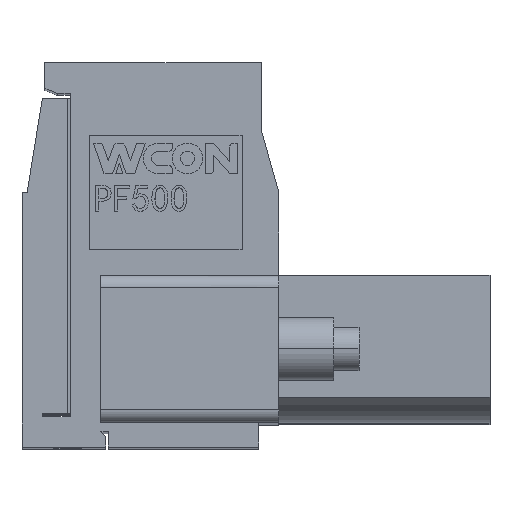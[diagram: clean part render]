
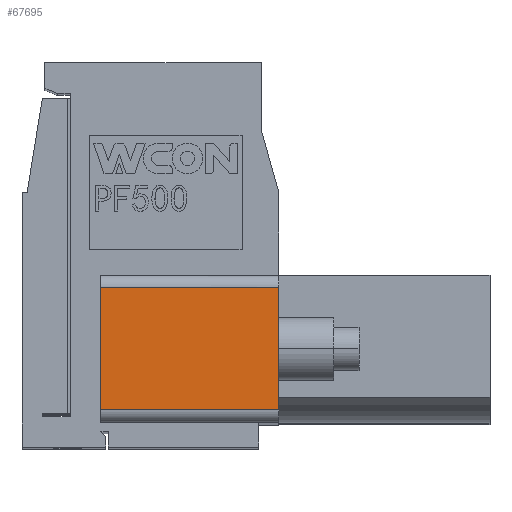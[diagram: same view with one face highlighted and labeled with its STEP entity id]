
A CAD part, top view. The second image highlights one B-rep face of the part: STEP entity #67695.
In plain terms, the highlighted planar face has unit normal (0, 0, 1).
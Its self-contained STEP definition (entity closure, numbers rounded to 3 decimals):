
#66897=CARTESIAN_POINT('',(4.681,-0.473,16.416));
#66898=VERTEX_POINT('',#66897);
#66899=CARTESIAN_POINT('',(4.681,-5.012,16.416));
#66900=VERTEX_POINT('',#66899);
#66901=CARTESIAN_POINT('',(4.681,-0.473,16.416));
#66902=CARTESIAN_POINT('',(4.681,-1.381,16.416));
#66903=CARTESIAN_POINT('',(4.681,-2.288,16.416));
#66904=CARTESIAN_POINT('',(4.681,-3.196,16.416));
#66905=CARTESIAN_POINT('',(4.681,-4.104,16.416));
#66906=CARTESIAN_POINT('',(4.681,-5.012,16.416));
#66907=B_SPLINE_CURVE_WITH_KNOTS('',5,(#66901,#66902,#66903,#66904,#66905,#66906),.UNSPECIFIED.,.F.,.U.,(6,6),(0.,4.8),.UNSPECIFIED.);
#66908=EDGE_CURVE('',#66898,#66900,#66907,.T.);
#67269=CARTESIAN_POINT('',(-1.939,-5.012,16.416));
#67270=VERTEX_POINT('',#67269);
#67271=CARTESIAN_POINT('',(4.681,-5.012,16.416));
#67272=CARTESIAN_POINT('',(3.357,-5.012,16.416));
#67273=CARTESIAN_POINT('',(2.033,-5.012,16.416));
#67274=CARTESIAN_POINT('',(0.709,-5.012,16.416));
#67275=CARTESIAN_POINT('',(-0.615,-5.012,16.416));
#67276=CARTESIAN_POINT('',(-1.939,-5.012,16.416));
#67277=B_SPLINE_CURVE_WITH_KNOTS('',5,(#67271,#67272,#67273,#67274,#67275,#67276),.UNSPECIFIED.,.F.,.U.,(6,6),(0.,7.),.UNSPECIFIED.);
#67278=EDGE_CURVE('',#66900,#67270,#67277,.T.);
#67352=CARTESIAN_POINT('',(-1.939,-0.473,16.416));
#67353=VERTEX_POINT('',#67352);
#67354=CARTESIAN_POINT('',(-1.939,-5.012,16.416));
#67355=CARTESIAN_POINT('',(-1.939,-4.104,16.416));
#67356=CARTESIAN_POINT('',(-1.939,-3.196,16.416));
#67357=CARTESIAN_POINT('',(-1.939,-2.288,16.416));
#67358=CARTESIAN_POINT('',(-1.939,-1.381,16.416));
#67359=CARTESIAN_POINT('',(-1.939,-0.473,16.416));
#67360=B_SPLINE_CURVE_WITH_KNOTS('',5,(#67354,#67355,#67356,#67357,#67358,#67359),.UNSPECIFIED.,.F.,.U.,(6,6),(0.,4.8),.UNSPECIFIED.);
#67361=EDGE_CURVE('',#67270,#67353,#67360,.T.);
#67676=CARTESIAN_POINT('',(1.371,-2.742,16.416));
#67677=DIRECTION('',(0.,1.,0.));
#67678=DIRECTION('',(0.,-0.,1.));
#67679=AXIS2_PLACEMENT_3D('',#67676,#67678,#67677);
#67680=PLANE('',#67679);
#67681=ORIENTED_EDGE('',*,*,#67361,.F.);
#67682=ORIENTED_EDGE('',*,*,#67278,.F.);
#67683=ORIENTED_EDGE('',*,*,#66908,.F.);
#67684=CARTESIAN_POINT('',(4.681,-0.473,16.416));
#67685=CARTESIAN_POINT('',(3.357,-0.473,16.416));
#67686=CARTESIAN_POINT('',(2.033,-0.473,16.416));
#67687=CARTESIAN_POINT('',(0.709,-0.473,16.416));
#67688=CARTESIAN_POINT('',(-0.615,-0.473,16.416));
#67689=CARTESIAN_POINT('',(-1.939,-0.473,16.416));
#67690=B_SPLINE_CURVE_WITH_KNOTS('',5,(#67684,#67685,#67686,#67687,#67688,#67689),.UNSPECIFIED.,.F.,.U.,(6,6),(0.,7.),.UNSPECIFIED.);
#67691=EDGE_CURVE('',#66898,#67353,#67690,.T.);
#67692=ORIENTED_EDGE('',*,*,#67691,.T.);
#67693=EDGE_LOOP('',(#67681,#67682,#67683,#67692));
#67694=FACE_OUTER_BOUND('',#67693,.T.);
#67695=ADVANCED_FACE('',(#67694),#67680,.T.);
